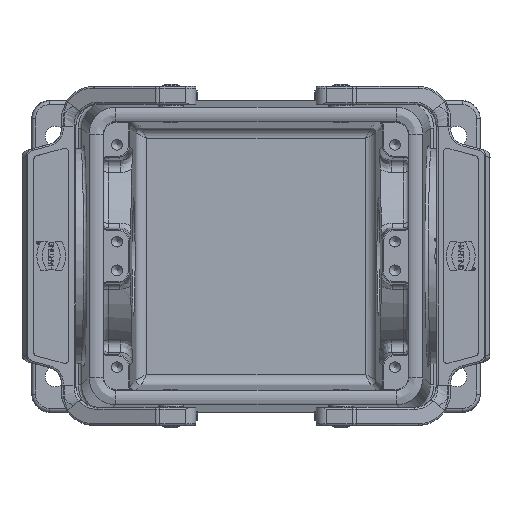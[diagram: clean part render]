
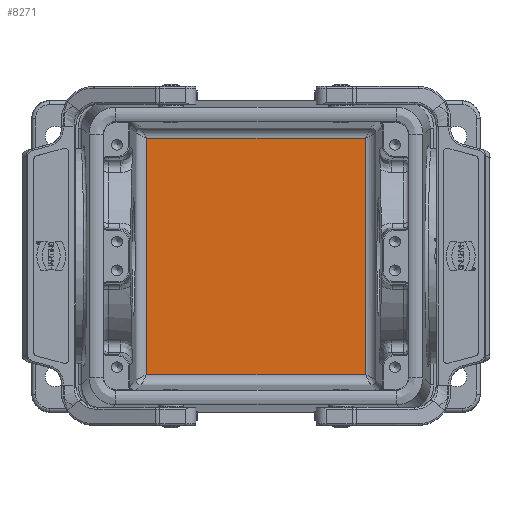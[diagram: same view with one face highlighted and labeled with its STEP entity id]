
A CAD part, top view. The second image highlights one B-rep face of the part: STEP entity #8271.
In plain terms, the highlighted planar face has unit normal (0, 0, 1).
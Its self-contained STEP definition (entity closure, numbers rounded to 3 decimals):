
#6092=FACE_OUTER_BOUND('',#11235,.T.);
#8271=ADVANCED_FACE('',(#6092),#9982,.T.);
#9982=PLANE('',#40599);
#11235=EDGE_LOOP('',(#13747,#13748,#13749,#13750));
#13747=ORIENTED_EDGE('',*,*,#25277,.T.);
#13748=ORIENTED_EDGE('',*,*,#25278,.T.);
#13749=ORIENTED_EDGE('',*,*,#25279,.T.);
#13750=ORIENTED_EDGE('',*,*,#25280,.T.);
#22445=VERTEX_POINT('',#54237);
#22446=VERTEX_POINT('',#54238);
#22447=VERTEX_POINT('',#54240);
#22448=VERTEX_POINT('',#54242);
#25277=EDGE_CURVE('',#22445,#22446,#32997,.T.);
#25278=EDGE_CURVE('',#22446,#22447,#32998,.T.);
#25279=EDGE_CURVE('',#22447,#22448,#32999,.T.);
#25280=EDGE_CURVE('',#22448,#22445,#33000,.T.);
#32997=LINE('',#54236,#35756);
#32998=LINE('',#54239,#35757);
#32999=LINE('',#54241,#35758);
#33000=LINE('',#54243,#35759);
#35756=VECTOR('',#43339,1.);
#35757=VECTOR('',#43340,1.);
#35758=VECTOR('',#43341,1.);
#35759=VECTOR('',#43342,1.);
#40599=AXIS2_PLACEMENT_3D('',#54244,#43343,#43344);
#43339=DIRECTION('',(-1.,0.,0.));
#43340=DIRECTION('',(0.,-1.,0.));
#43341=DIRECTION('',(1.,0.,0.));
#43342=DIRECTION('',(0.,1.,0.));
#43343=DIRECTION('',(0.,0.,1.));
#43344=DIRECTION('',(1.,0.,0.));
#54236=CARTESIAN_POINT('',(0.,32.946,-72.55));
#54237=CARTESIAN_POINT('',(30.528,32.946,-72.55));
#54238=CARTESIAN_POINT('',(-30.528,32.946,-72.55));
#54239=CARTESIAN_POINT('',(-30.528,0.,-72.55));
#54240=CARTESIAN_POINT('',(-30.528,-32.946,-72.55));
#54241=CARTESIAN_POINT('',(0.,-32.946,-72.55));
#54242=CARTESIAN_POINT('',(30.528,-32.946,-72.55));
#54243=CARTESIAN_POINT('',(30.528,0.,-72.55));
#54244=CARTESIAN_POINT('',(0.,0.,-72.55));
